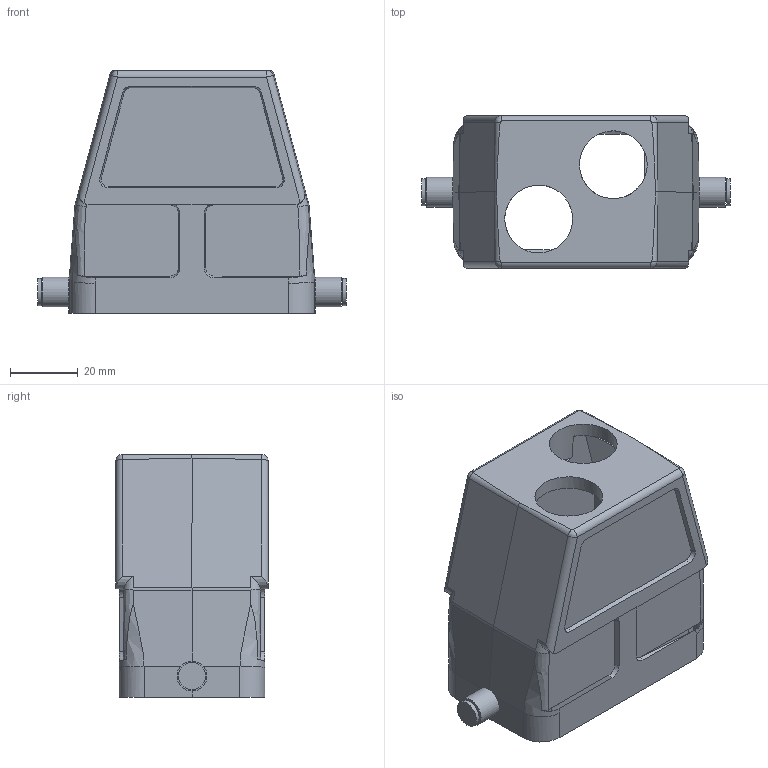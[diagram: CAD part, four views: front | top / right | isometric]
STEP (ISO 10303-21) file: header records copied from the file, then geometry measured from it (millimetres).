
FILE_DESCRIPTION(/* description */ (''),/* implementation_level */ '2;1');
FILE_NAME(/* name */ '100105908ugm000_c.stp',/* time_stamp */ '2020-03-12T12:20:22+01:00',/* author */ (''),/* organization */ (''),/* preprocessor_version */ 'ST-DEVELOPER v16.7',/* originating_system */ 'SIEMENS PLM Software NX 12.0',/* authorisation */ '');
FILE_SCHEMA (('AUTOMOTIVE_DESIGN { 1 0 10303 214 3 1 1 1 }'));
Length unit declared in the file: millimetre
Products named in the file (1): 100105908ugm000_c
Bounding box: 91.1 x 45 x 71.6 mm (x, y, z)
Volume: 59010.7 mm3; surface area: 33311.1 mm2
Topology: 1 solids, 1 shells, 278 faces, 751 edges, 498 vertices
Faces by surface type: plane 173, cylinder 44, cone 38, bspline 17, sphere 4, torus 2
Full cylindrical faces by diameter (mm): 3 x4, 4 x2, 8 x2, 8.8 x2, 20 x2
Entity records: 10647 total; most frequent: CARTESIAN_POINT 3098, ORIENTED_EDGE 1416, DIRECTION 1282, EDGE_CURVE 708, VERTEX_POINT 480, LINE 438, VECTOR 438, AXIS2_PLACEMENT_3D 422
